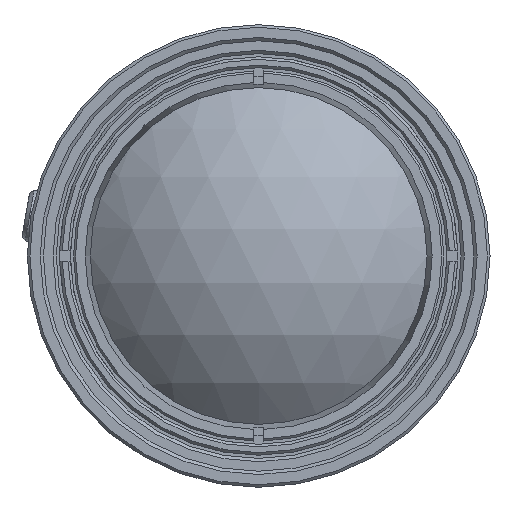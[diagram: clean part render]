
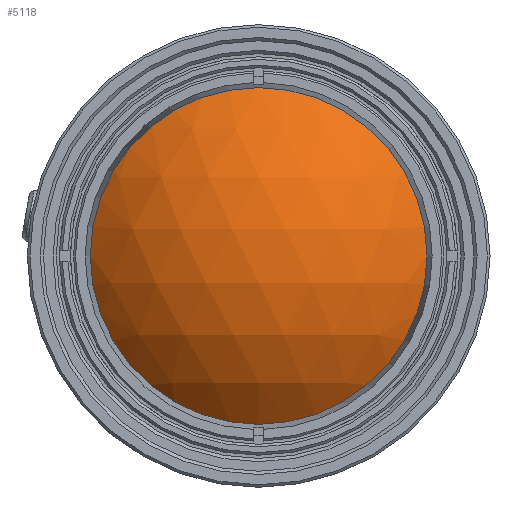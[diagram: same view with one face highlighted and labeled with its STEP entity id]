
A CAD part, left-side view. The second image highlights one B-rep face of the part: STEP entity #5118.
In plain terms, the highlighted spherical face has radius 18.114 mm.
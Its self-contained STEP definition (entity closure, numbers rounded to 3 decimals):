
#18=SPHERICAL_SURFACE('',#5668,18.114);
#356=FACE_OUTER_BOUND('',#667,.T.);
#667=EDGE_LOOP('',(#4016,#4017));
#1666=CIRCLE('',#5669,13.1);
#1667=CIRCLE('',#5670,13.1);
#2183=VERTEX_POINT('',#9157);
#2184=VERTEX_POINT('',#9158);
#2848=EDGE_CURVE('',#2183,#2184,#1666,.T.);
#2849=EDGE_CURVE('',#2184,#2183,#1667,.T.);
#4016=ORIENTED_EDGE('',*,*,#2848,.T.);
#4017=ORIENTED_EDGE('',*,*,#2849,.T.);
#5118=ADVANCED_FACE('',(#356),#18,.T.);
#5668=AXIS2_PLACEMENT_3D('',#9156,#6953,#6954);
#5669=AXIS2_PLACEMENT_3D('',#9159,#6955,#6956);
#5670=AXIS2_PLACEMENT_3D('',#9160,#6957,#6958);
#6953=DIRECTION('center_axis',(0.,0.,1.));
#6954=DIRECTION('ref_axis',(-1.,-0.004,0.));
#6955=DIRECTION('center_axis',(-1.,0.,0.));
#6956=DIRECTION('ref_axis',(0.,1.,0.));
#6957=DIRECTION('center_axis',(-1.,0.,0.));
#6958=DIRECTION('ref_axis',(0.,1.,0.));
#9156=CARTESIAN_POINT('Origin',(22.407,0.,0.));
#9157=CARTESIAN_POINT('',(9.897,13.1,0.));
#9158=CARTESIAN_POINT('',(9.897,-13.1,0.));
#9159=CARTESIAN_POINT('Origin',(9.897,0.,0.));
#9160=CARTESIAN_POINT('Origin',(9.897,0.,0.));
